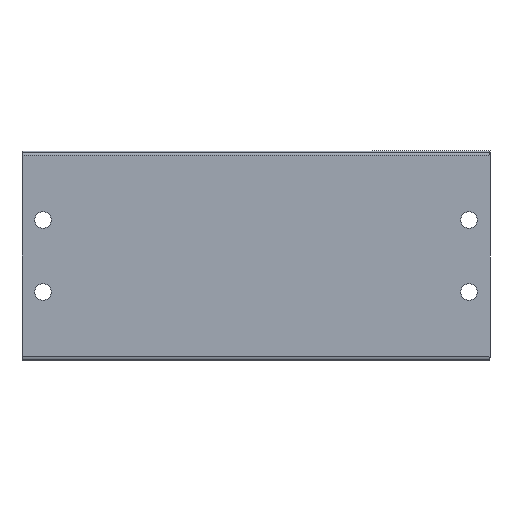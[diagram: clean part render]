
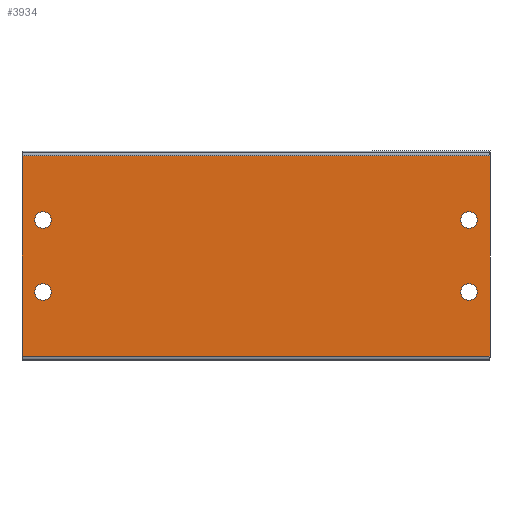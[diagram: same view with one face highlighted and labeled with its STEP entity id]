
A CAD part, front view. The second image highlights one B-rep face of the part: STEP entity #3934.
In plain terms, the highlighted face is planar.
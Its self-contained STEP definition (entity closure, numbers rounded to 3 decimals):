
#141=CARTESIAN_POINT('',(110.25,-17.,-10.0));
#142=VERTEX_POINT('',#141);
#151=CARTESIAN_POINT('',(115.75,-17.,-10.0));
#152=VERTEX_POINT('',#151);
#153=CARTESIAN_POINT('',(113.,-17.,-10.0));
#154=DIRECTION('',(0.0,0.0,1.0));
#155=DIRECTION('',(-1.0,0.0,0.0));
#156=AXIS2_PLACEMENT_3D('',#153,#154,#155);
#157=CIRCLE('',#156,2.75);
#158=EDGE_CURVE('',#152,#142,#157,.T.);
#183=CARTESIAN_POINT('',(-31.75,-17.0,-10.0));
#184=VERTEX_POINT('',#183);
#193=CARTESIAN_POINT('',(-26.25,-17.0,-10.0));
#194=VERTEX_POINT('',#193);
#195=CARTESIAN_POINT('',(-29.,-17.0,-10.0));
#196=DIRECTION('',(0.0,0.0,1.0));
#197=DIRECTION('',(-1.0,0.0,0.0));
#198=AXIS2_PLACEMENT_3D('',#195,#196,#197);
#199=CIRCLE('',#198,2.75);
#200=EDGE_CURVE('',#194,#184,#199,.T.);
#225=CARTESIAN_POINT('',(-31.75,7.,-10.0));
#226=VERTEX_POINT('',#225);
#235=CARTESIAN_POINT('',(-26.25,7.,-10.0));
#236=VERTEX_POINT('',#235);
#237=CARTESIAN_POINT('',(-29.,7.,-10.0));
#238=DIRECTION('',(0.0,0.0,1.0));
#239=DIRECTION('',(-1.0,0.0,0.0));
#240=AXIS2_PLACEMENT_3D('',#237,#238,#239);
#241=CIRCLE('',#240,2.75);
#242=EDGE_CURVE('',#236,#226,#241,.T.);
#267=CARTESIAN_POINT('',(110.25,7.,-10.0));
#268=VERTEX_POINT('',#267);
#277=CARTESIAN_POINT('',(115.75,7.,-10.0));
#278=VERTEX_POINT('',#277);
#279=CARTESIAN_POINT('',(113.,7.,-10.0));
#280=DIRECTION('',(0.0,0.0,1.0));
#281=DIRECTION('',(-1.0,0.0,0.0));
#282=AXIS2_PLACEMENT_3D('',#279,#280,#281);
#283=CIRCLE('',#282,2.75);
#284=EDGE_CURVE('',#278,#268,#283,.T.);
#3687=CARTESIAN_POINT('',(-36.0,-38.5,-10.0));
#3688=VERTEX_POINT('',#3687);
#3696=CARTESIAN_POINT('',(120.,-38.5,-10.0));
#3697=VERTEX_POINT('',#3696);
#3698=CARTESIAN_POINT('',(-36.0,-38.5,-10.0));
#3699=DIRECTION('',(1.0,0.0,0.0));
#3700=VECTOR('',#3699,156.0);
#3701=LINE('',#3698,#3700);
#3702=EDGE_CURVE('',#3688,#3697,#3701,.T.);
#3813=CARTESIAN_POINT('',(120.0,28.5,-10.0));
#3814=VERTEX_POINT('',#3813);
#3822=CARTESIAN_POINT('',(-36.0,28.5,-10.0));
#3823=VERTEX_POINT('',#3822);
#3824=CARTESIAN_POINT('',(120.0,28.5,-10.0));
#3825=DIRECTION('',(-1.0,0.0,0.0));
#3826=VECTOR('',#3825,156.0);
#3827=LINE('',#3824,#3826);
#3828=EDGE_CURVE('',#3814,#3823,#3827,.T.);
#3873=CARTESIAN_POINT('',(42.,-5.,-10.0));
#3874=DIRECTION('',(0.0,0.0,1.0));
#3875=DIRECTION('',(1.0,0.0,0.0));
#3876=AXIS2_PLACEMENT_3D('',#3873,#3874,#3875);
#3877=PLANE('',#3876);
#3878=ORIENTED_EDGE('',*,*,#3828,.F.);
#3879=CARTESIAN_POINT('',(120.,-38.5,-10.0));
#3880=DIRECTION('',(0.0,1.0,0.0));
#3881=VECTOR('',#3880,67.);
#3882=LINE('',#3879,#3881);
#3883=EDGE_CURVE('',#3697,#3814,#3882,.T.);
#3884=ORIENTED_EDGE('',*,*,#3883,.F.);
#3885=ORIENTED_EDGE('',*,*,#3702,.F.);
#3886=CARTESIAN_POINT('',(-36.0,28.5,-10.0));
#3887=DIRECTION('',(0.0,-1.0,0.0));
#3888=VECTOR('',#3887,67.0);
#3889=LINE('',#3886,#3888);
#3890=EDGE_CURVE('',#3823,#3688,#3889,.T.);
#3891=ORIENTED_EDGE('',*,*,#3890,.F.);
#3892=EDGE_LOOP('',(#3878,#3884,#3885,#3891));
#3893=FACE_OUTER_BOUND('',#3892,.T.);
#3894=ORIENTED_EDGE('',*,*,#158,.T.);
#3895=CARTESIAN_POINT('',(113.,-17.,-10.0));
#3896=DIRECTION('',(0.0,0.0,1.0));
#3897=DIRECTION('',(-1.0,0.0,0.0));
#3898=AXIS2_PLACEMENT_3D('',#3895,#3896,#3897);
#3899=CIRCLE('',#3898,2.75);
#3900=EDGE_CURVE('',#142,#152,#3899,.T.);
#3901=ORIENTED_EDGE('',*,*,#3900,.T.);
#3902=EDGE_LOOP('',(#3894,#3901));
#3903=FACE_BOUND('',#3902,.T.);
#3904=ORIENTED_EDGE('',*,*,#200,.T.);
#3905=CARTESIAN_POINT('',(-29.,-17.0,-10.0));
#3906=DIRECTION('',(0.0,0.0,1.0));
#3907=DIRECTION('',(-1.0,0.0,0.0));
#3908=AXIS2_PLACEMENT_3D('',#3905,#3906,#3907);
#3909=CIRCLE('',#3908,2.75);
#3910=EDGE_CURVE('',#184,#194,#3909,.T.);
#3911=ORIENTED_EDGE('',*,*,#3910,.T.);
#3912=EDGE_LOOP('',(#3904,#3911));
#3913=FACE_BOUND('',#3912,.T.);
#3914=ORIENTED_EDGE('',*,*,#242,.T.);
#3915=CARTESIAN_POINT('',(-29.,7.,-10.0));
#3916=DIRECTION('',(0.0,0.0,1.0));
#3917=DIRECTION('',(-1.0,0.0,0.0));
#3918=AXIS2_PLACEMENT_3D('',#3915,#3916,#3917);
#3919=CIRCLE('',#3918,2.75);
#3920=EDGE_CURVE('',#226,#236,#3919,.T.);
#3921=ORIENTED_EDGE('',*,*,#3920,.T.);
#3922=EDGE_LOOP('',(#3914,#3921));
#3923=FACE_BOUND('',#3922,.T.);
#3924=ORIENTED_EDGE('',*,*,#284,.T.);
#3925=CARTESIAN_POINT('',(113.,7.,-10.0));
#3926=DIRECTION('',(0.0,0.0,1.0));
#3927=DIRECTION('',(-1.0,0.0,0.0));
#3928=AXIS2_PLACEMENT_3D('',#3925,#3926,#3927);
#3929=CIRCLE('',#3928,2.75);
#3930=EDGE_CURVE('',#268,#278,#3929,.T.);
#3931=ORIENTED_EDGE('',*,*,#3930,.T.);
#3932=EDGE_LOOP('',(#3924,#3931));
#3933=FACE_BOUND('',#3932,.T.);
#3934=ADVANCED_FACE('',(#3893,#3903,#3913,#3923,#3933),#3877,.F.);
